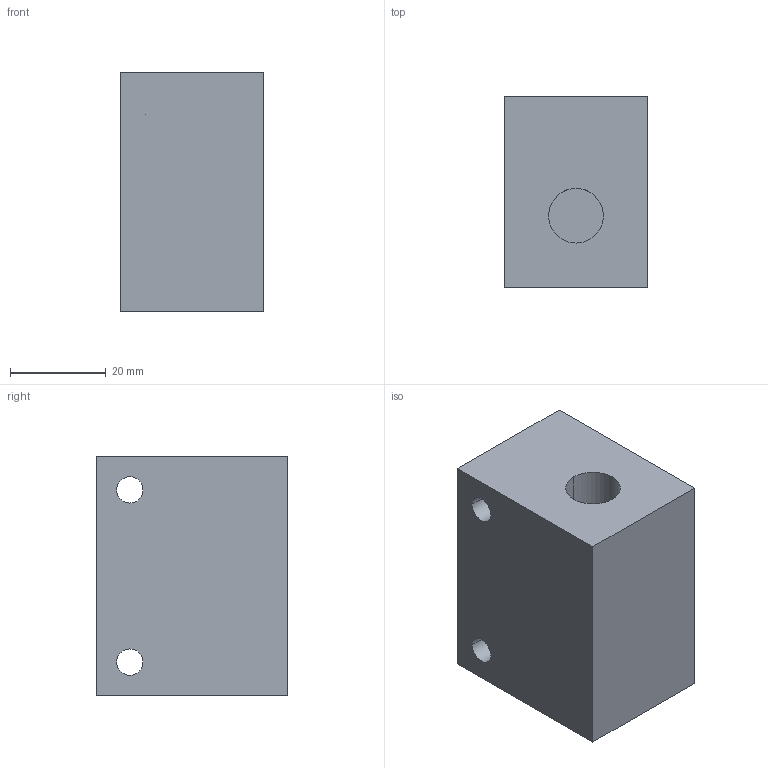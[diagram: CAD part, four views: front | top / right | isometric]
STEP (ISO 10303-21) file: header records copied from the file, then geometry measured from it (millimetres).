
FILE_DESCRIPTION (( 'STEP AP203' ), '1' );
FILE_NAME ('SE-14_Airtec.step', '2025-03-07T08:07:09', ( '' ), ( '' ), 'SwSTEP 2.0', 'SolidWorks 2014', '' );
FILE_SCHEMA (( 'CONFIG_CONTROL_DESIGN' ));
Length unit declared in the file: millimetre
Products named in the file (1): SE-14_Airtec
Bounding box: 30 x 40 x 50 mm (x, y, z)
Volume: 54513 mm3; surface area: 11600 mm2
Topology: 1 solids, 1 shells, 89 faces, 243 edges, 162 vertices
Faces by surface type: plane 79, cylinder 10
Entity records: 2862 total; most frequent: CARTESIAN_POINT 495, ORIENTED_EDGE 486, DIRECTION 443, EDGE_CURVE 243, VECTOR 223, LINE 223, VERTEX_POINT 162, AXIS2_PLACEMENT_3D 110
